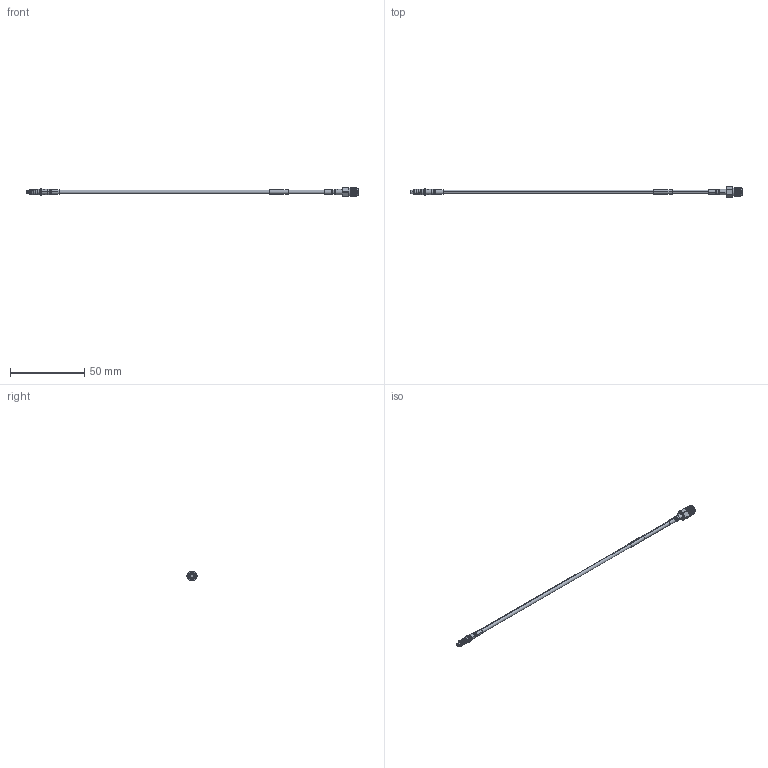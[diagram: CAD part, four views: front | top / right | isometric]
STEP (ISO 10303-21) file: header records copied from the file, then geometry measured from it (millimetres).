
FILE_DESCRIPTION (( 'STEP AP214' ), '1' );
FILE_NAME ('FMCA9737_3D.step', '2024-02-21T16:14:53', ( '' ), ( '' ), 'SwSTEP 2.0', 'SolidWorks 2022', '' );
FILE_SCHEMA (( 'AUTOMOTIVE_DESIGN' ));
Length unit declared in the file: inch
Products named in the file (6): PE4116 ¦ FMCN1423; FMCA9737_3D; PE45536; 1AW01-003_.110 ID; CA-PE-P086_2_Heatshrink_LONG; PE-P086HF_8 in Length
Assembly tree (6 placements, depth 2):
  FMCA9737_3D
    PE-P086HF_8 in Length
    1AW01-003_.110 ID
    PE45536
    PE4116 ¦ FMCN1423
    CA-PE-P086_2_Heatshrink_LONG  x2
Bounding box: 224.27 x 7.14 x 6.35 mm (x, y, z)
Volume: 1568.9 mm3; surface area: 3029.2 mm2
Topology: 6 solids, 6 shells, 225 faces, 533 edges, 332 vertices
Faces by surface type: cylinder 97, plane 52, cone 50, torus 20, bspline 6
Entity records: 9140 total; most frequent: CARTESIAN_POINT 4137, DIRECTION 996, ORIENTED_EDGE 978, EDGE_CURVE 489, AXIS2_PLACEMENT_3D 414, VERTEX_POINT 308, EDGE_LOOP 221, CIRCLE 208
